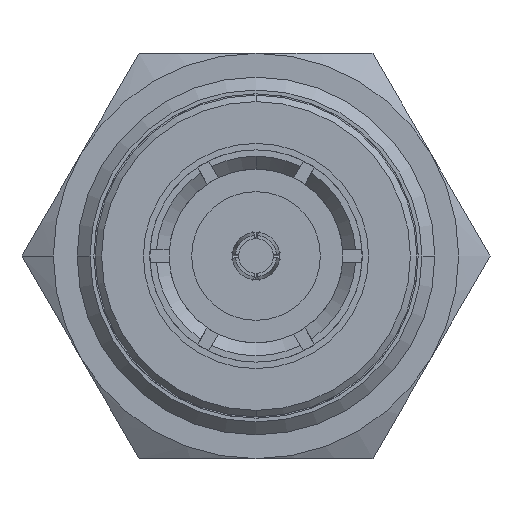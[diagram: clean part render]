
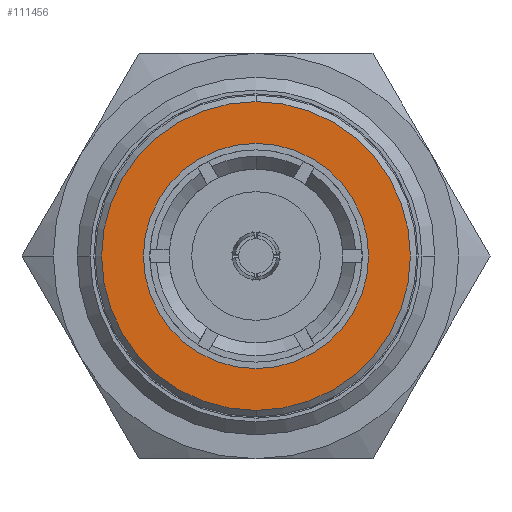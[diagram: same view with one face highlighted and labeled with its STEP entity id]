
A CAD part, left-side view. The second image highlights one B-rep face of the part: STEP entity #111456.
In plain terms, the highlighted planar face has unit normal (-1, 0, 0).
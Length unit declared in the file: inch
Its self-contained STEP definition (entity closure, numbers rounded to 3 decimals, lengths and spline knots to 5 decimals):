
#1307 = EDGE_CURVE ( 'NONE', #109608, #112920, #49067, .T. ) ;
#10298 = CIRCLE ( 'NONE', #52531, 0.12 ) ;
#16534 = DIRECTION ( 'NONE',  ( -1., 0., 0. ) ) ;
#16650 = DIRECTION ( 'NONE',  ( -1., 0., 0. ) ) ;
#17149 = ORIENTED_EDGE ( 'NONE', *, *, #23527, .F. ) ;
#18809 = EDGE_LOOP ( 'NONE', ( #17149, #97455 ) ) ;
#20982 = AXIS2_PLACEMENT_3D ( 'NONE', #82693, #118468, #29163 ) ;
#23527 = EDGE_CURVE ( 'NONE', #112920, #109608, #95923, .T. ) ;
#29163 = DIRECTION ( 'NONE',  ( 0., 0., 1. ) ) ;
#30372 = FACE_OUTER_BOUND ( 'NONE', #104860, .T. ) ;
#31830 = PLANE ( 'NONE',  #72923 ) ;
#32619 = DIRECTION ( 'NONE',  ( -1., 0., 0. ) ) ;
#38724 = CARTESIAN_POINT ( 'NONE',  ( 0., 0., 0. ) ) ;
#42109 = FACE_BOUND ( 'NONE', #18809, .T. ) ;
#43985 = CARTESIAN_POINT ( 'NONE',  ( 0., 0., -0.12 ) ) ;
#46189 = DIRECTION ( 'NONE',  ( 0., 0., -1. ) ) ;
#49067 = CIRCLE ( 'NONE', #20982, 0.0875 ) ;
#49332 = ORIENTED_EDGE ( 'NONE', *, *, #71367, .T. ) ;
#52531 = AXIS2_PLACEMENT_3D ( 'NONE', #90863, #16534, #46189 ) ;
#62848 = DIRECTION ( 'NONE',  ( 0., 0., -1. ) ) ;
#69164 = VERTEX_POINT ( 'NONE', #43985 ) ;
#71367 = EDGE_CURVE ( 'NONE', #69164, #92153, #140401, .T. ) ;
#72923 = AXIS2_PLACEMENT_3D ( 'NONE', #131348, #121092, #77225 ) ;
#74421 = DIRECTION ( 'NONE',  ( 0., 0., 1. ) ) ;
#77225 = DIRECTION ( 'NONE',  ( 0., 0., -1. ) ) ;
#78129 = EDGE_CURVE ( 'NONE', #92153, #69164, #10298, .T. ) ;
#82693 = CARTESIAN_POINT ( 'NONE',  ( 0., 0., 0. ) ) ;
#90863 = CARTESIAN_POINT ( 'NONE',  ( 0., 0., 0. ) ) ;
#92153 = VERTEX_POINT ( 'NONE', #122167 ) ;
#95923 = CIRCLE ( 'NONE', #105217, 0.0875 ) ;
#97166 = CARTESIAN_POINT ( 'NONE',  ( 0., 0., 0. ) ) ;
#97269 = CARTESIAN_POINT ( 'NONE',  ( 0., 0., -0.0875 ) ) ;
#97455 = ORIENTED_EDGE ( 'NONE', *, *, #1307, .F. ) ;
#99650 = CARTESIAN_POINT ( 'NONE',  ( 0., 0., 0.0875 ) ) ;
#104860 = EDGE_LOOP ( 'NONE', ( #49332, #116956 ) ) ;
#105217 = AXIS2_PLACEMENT_3D ( 'NONE', #97166, #32619, #74421 ) ;
#109608 = VERTEX_POINT ( 'NONE', #97269 ) ;
#111456 = ADVANCED_FACE ( 'NONE', ( #30372, #42109 ), #31830, .F. ) ;
#112920 = VERTEX_POINT ( 'NONE', #99650 ) ;
#116956 = ORIENTED_EDGE ( 'NONE', *, *, #78129, .T. ) ;
#118468 = DIRECTION ( 'NONE',  ( -1., 0., 0. ) ) ;
#121092 = DIRECTION ( 'NONE',  ( 1., 0., 0. ) ) ;
#122167 = CARTESIAN_POINT ( 'NONE',  ( 0., 0., 0.12 ) ) ;
#131348 = CARTESIAN_POINT ( 'NONE',  ( 0., 0., 0. ) ) ;
#137988 = AXIS2_PLACEMENT_3D ( 'NONE', #38724, #16650, #62848 ) ;
#140401 = CIRCLE ( 'NONE', #137988, 0.12 ) ;
